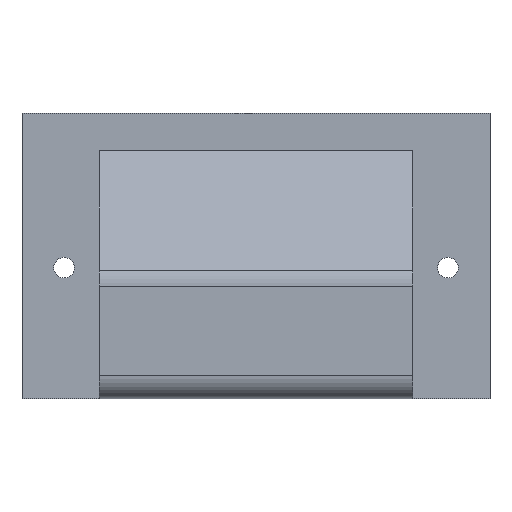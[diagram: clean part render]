
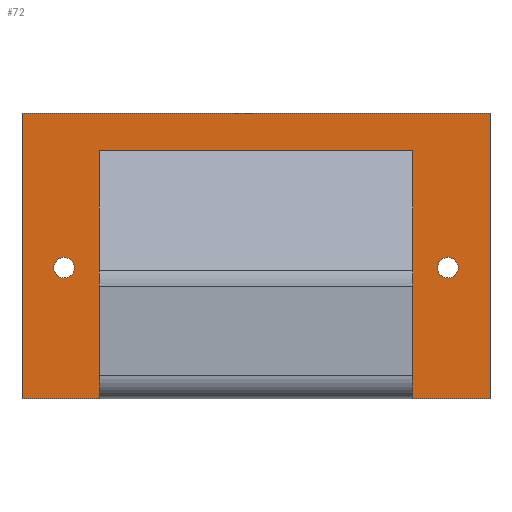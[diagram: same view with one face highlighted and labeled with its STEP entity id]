
A CAD part, front view. The second image highlights one B-rep face of the part: STEP entity #72.
In plain terms, the highlighted planar face has unit normal (0, -1, 0).
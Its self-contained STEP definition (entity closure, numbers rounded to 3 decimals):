
#72 = ADVANCED_FACE( '', ( #164, #165, #166, #167 ), #168, .F. );
#164 = FACE_BOUND( '', #281, .T. );
#165 = FACE_BOUND( '', #282, .T. );
#166 = FACE_BOUND( '', #283, .T. );
#167 = FACE_OUTER_BOUND( '', #284, .T. );
#168 = PLANE( '', #285 );
#281 = EDGE_LOOP( '', ( #445 ) );
#282 = EDGE_LOOP( '', ( #446 ) );
#283 = EDGE_LOOP( '', ( #447, #448, #449, #450 ) );
#284 = EDGE_LOOP( '', ( #451, #452, #453, #454 ) );
#285 = AXIS2_PLACEMENT_3D( '', #455, #456, #457 );
#445 = ORIENTED_EDGE( '', *, *, #732, .T. );
#446 = ORIENTED_EDGE( '', *, *, #733, .F. );
#447 = ORIENTED_EDGE( '', *, *, #734, .F. );
#448 = ORIENTED_EDGE( '', *, *, #735, .F. );
#449 = ORIENTED_EDGE( '', *, *, #686, .T. );
#450 = ORIENTED_EDGE( '', *, *, #711, .T. );
#451 = ORIENTED_EDGE( '', *, *, #736, .F. );
#452 = ORIENTED_EDGE( '', *, *, #737, .F. );
#453 = ORIENTED_EDGE( '', *, *, #738, .T. );
#454 = ORIENTED_EDGE( '', *, *, #702, .T. );
#455 = CARTESIAN_POINT( '', ( 50., 0., 0. ) );
#456 = DIRECTION( '', ( 0., 1., 0. ) );
#457 = DIRECTION( '', ( 0., 0., 1. ) );
#686 = EDGE_CURVE( '', #806, #810, #812, .T. );
#702 = EDGE_CURVE( '', #840, #838, #841, .T. );
#711 = EDGE_CURVE( '', #810, #856, #857, .T. );
#732 = EDGE_CURVE( '', #892, #892, #893, .T. );
#733 = EDGE_CURVE( '', #894, #894, #895, .T. );
#734 = EDGE_CURVE( '', #896, #856, #897, .T. );
#735 = EDGE_CURVE( '', #806, #896, #898, .T. );
#736 = EDGE_CURVE( '', #899, #838, #900, .T. );
#737 = EDGE_CURVE( '', #901, #899, #902, .T. );
#738 = EDGE_CURVE( '', #901, #840, #903, .T. );
#806 = VERTEX_POINT( '', #988 );
#810 = VERTEX_POINT( '', #994 );
#812 = LINE( '', #997, #998 );
#838 = VERTEX_POINT( '', #1032 );
#840 = VERTEX_POINT( '', #1035 );
#841 = LINE( '', #1036, #1037 );
#856 = VERTEX_POINT( '', #1056 );
#857 = LINE( '', #1057, #1058 );
#892 = VERTEX_POINT( '', #1104 );
#893 = CIRCLE( '', #1105, 2.2 );
#894 = VERTEX_POINT( '', #1106 );
#895 = CIRCLE( '', #1107, 2.2 );
#896 = VERTEX_POINT( '', #1108 );
#897 = LINE( '', #1109, #1110 );
#898 = LINE( '', #1111, #1112 );
#899 = VERTEX_POINT( '', #1113 );
#900 = LINE( '', #1114, #1115 );
#901 = VERTEX_POINT( '', #1116 );
#902 = LINE( '', #1117, #1118 );
#903 = LINE( '', #1119, #1120 );
#988 = CARTESIAN_POINT( '', ( 33.5, 0., 0. ) );
#994 = CARTESIAN_POINT( '', ( -33.5, 0., 0. ) );
#997 = CARTESIAN_POINT( '', ( 50., 0., 0. ) );
#998 = VECTOR( '', #1249, 1000. );
#1032 = CARTESIAN_POINT( '', ( -50., 0., -6. ) );
#1035 = CARTESIAN_POINT( '', ( -50., 0., 55. ) );
#1036 = CARTESIAN_POINT( '', ( -50., 0., 0. ) );
#1037 = VECTOR( '', #1268, 1000. );
#1056 = CARTESIAN_POINT( '', ( -33.5, 0., 47. ) );
#1057 = CARTESIAN_POINT( '', ( -33.5, 0., -10. ) );
#1058 = VECTOR( '', #1282, 1000. );
#1104 = CARTESIAN_POINT( '', ( -41., 0., 24.2 ) );
#1105 = AXIS2_PLACEMENT_3D( '', #1312, #1313, #1314 );
#1106 = CARTESIAN_POINT( '', ( 41., 0., 19.8 ) );
#1107 = AXIS2_PLACEMENT_3D( '', #1315, #1316, #1317 );
#1108 = CARTESIAN_POINT( '', ( 33.5, 0., 47. ) );
#1109 = CARTESIAN_POINT( '', ( 50., 0., 47. ) );
#1110 = VECTOR( '', #1318, 1000. );
#1111 = CARTESIAN_POINT( '', ( 33.5, 0., -10. ) );
#1112 = VECTOR( '', #1319, 1000. );
#1113 = CARTESIAN_POINT( '', ( 50., 0., -6. ) );
#1114 = CARTESIAN_POINT( '', ( 50., 0., -6. ) );
#1115 = VECTOR( '', #1320, 1000. );
#1116 = CARTESIAN_POINT( '', ( 50., 0., 55. ) );
#1117 = CARTESIAN_POINT( '', ( 50., 0., 55. ) );
#1118 = VECTOR( '', #1321, 1000. );
#1119 = CARTESIAN_POINT( '', ( 50., 0., 55. ) );
#1120 = VECTOR( '', #1322, 1000. );
#1249 = DIRECTION( '', ( -1., 0., 0. ) );
#1268 = DIRECTION( '', ( 0., 0., -1. ) );
#1282 = DIRECTION( '', ( 0., 0., 1. ) );
#1312 = CARTESIAN_POINT( '', ( -41., 0., 22. ) );
#1313 = DIRECTION( '', ( 0., 1., 0. ) );
#1314 = DIRECTION( '', ( 0., 0., 1. ) );
#1315 = CARTESIAN_POINT( '', ( 41., 0., 22. ) );
#1316 = DIRECTION( '', ( 0., -1., 0. ) );
#1317 = DIRECTION( '', ( 0., 0., -1. ) );
#1318 = DIRECTION( '', ( -1., 0., 0. ) );
#1319 = DIRECTION( '', ( 0., 0., 1. ) );
#1320 = DIRECTION( '', ( -1., 0., 0. ) );
#1321 = DIRECTION( '', ( 0., 0., -1. ) );
#1322 = DIRECTION( '', ( -1., 0., 0. ) );
